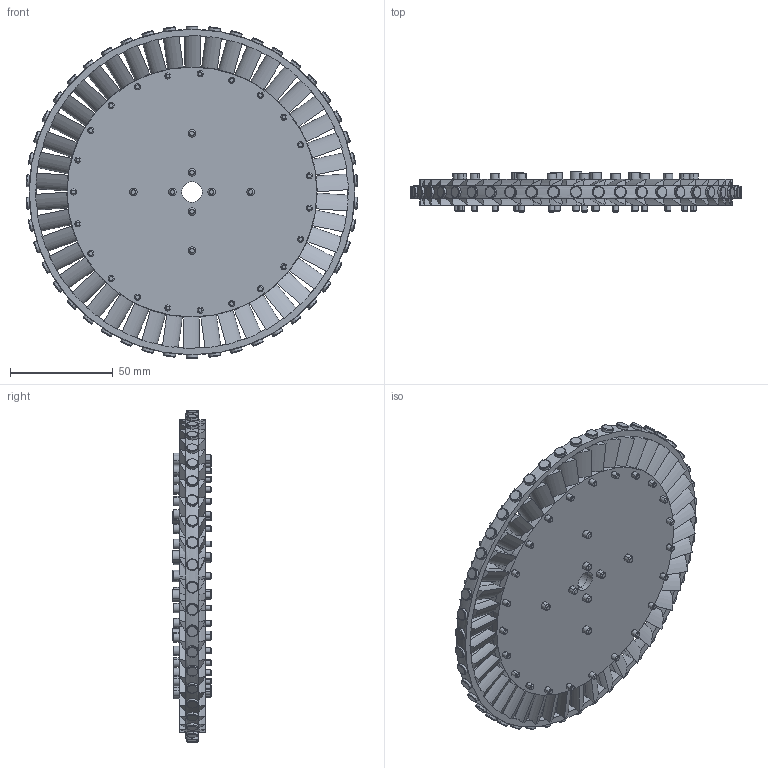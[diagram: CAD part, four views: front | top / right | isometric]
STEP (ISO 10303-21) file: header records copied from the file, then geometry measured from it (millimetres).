
FILE_DESCRIPTION (( 'STEP AP214' ), '1' );
FILE_NAME ('[TP] [Turb] Rotor23.STEP', '2024-04-22T22:08:01', ( '' ), ( '' ), 'SwSTEP 2.0', 'SolidWorks 2023', '' );
FILE_SCHEMA (( 'AUTOMOTIVE_DESIGN' ));
Length unit declared in the file: millimetre
Products named in the file (9): [TP] [Turb] Rotor Blade; [TP] [Turb] Rotor Central Spacer; [TP] [Turb] Rotor23; [TP] [Turb] Rotor Rim Bolt - 92196A112_92196A112; [TP] [Turb] Rotor Sandwich Bolt - 92196A150_92196A150; [TP] [Turb] Rotor Outer Plate; [TP] [Turb] Rotor Blade Retaining Ring; [TP] [Turb] Rotor Blade Mount; [TP] [Turb] Blade Retaining Bolt - 92220A146_92220A146
Assembly tree (128 placements, depth 2):
  [TP] [Turb] Rotor23
    [TP] [Turb] Rotor Blade  x46
    [TP] [Turb] Rotor Outer Plate  x2
    [TP] [Turb] Rotor Blade Mount
    [TP] [Turb] Blade Retaining Bolt - 92220A146_92220A146  x46
    [TP] [Turb] Rotor Central Spacer
    [TP] [Turb] Rotor Blade Retaining Ring
    [TP] [Turb] Rotor Rim Bolt - 92196A112_92196A112  x23
    [TP] [Turb] Rotor Sandwich Bolt - 92196A150_92196A150  x8
Bounding box: 161.89 x 19.38 x 161.93 mm (x, y, z)
Volume: 154202.6 mm3; surface area: 139891.9 mm2
Topology: 128 solids, 128 shells, 1477 faces, 3302 edges, 2150 vertices
Faces by surface type: cylinder 890, plane 341, cone 154, bspline 92
Entity records: 23754 total; most frequent: CARTESIAN_POINT 12336, ORIENTED_EDGE 2220, DIRECTION 2080, EDGE_CURVE 1110, AXIS2_PLACEMENT_3D 846, VERTEX_POINT 738, EDGE_LOOP 704, VECTOR 388
